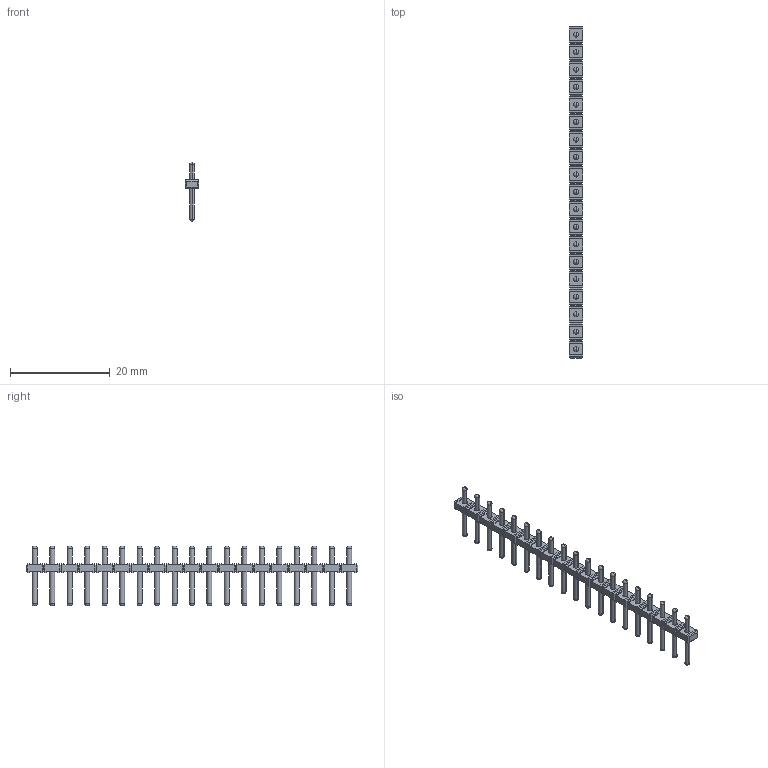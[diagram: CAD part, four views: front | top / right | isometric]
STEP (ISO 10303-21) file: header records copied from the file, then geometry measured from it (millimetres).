
FILE_DESCRIPTION((''),'2;1');
FILE_NAME('1111','2024-09-29T11:54:40',('tluser'),(''),'CREO PARAMETRIC BY PTC INC, 2018100','CREO PARAMETRIC BY PTC INC, 2018100','');
FILE_SCHEMA(('CONFIG_CONTROL_DESIGN'));
Length unit declared in the file: millimetre
Products named in the file (1): 1111
Bounding box: 2.8 x 66.5 x 12 mm (x, y, z)
Volume: 427.7 mm3; surface area: 1272.5 mm2
Topology: 1 solids, 1 shells, 614 faces, 1456 edges, 806 vertices
Faces by surface type: plane 462, cylinder 76, sphere 76
Entity records: 16534 total; most frequent: DIRECTION 2836, CARTESIAN_POINT 2800, ORIENTED_EDGE 2760, EDGE_CURVE 1380, VECTOR 1152, LINE 1152, AXIS2_PLACEMENT_3D 842, VERTEX_POINT 806
